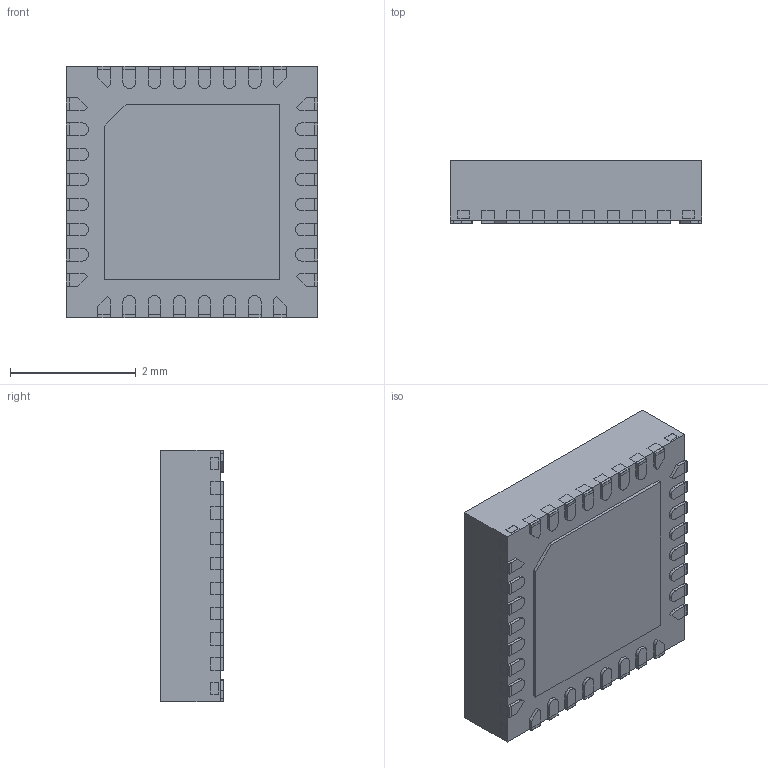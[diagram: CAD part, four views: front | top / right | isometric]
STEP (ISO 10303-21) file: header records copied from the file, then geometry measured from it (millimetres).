
FILE_DESCRIPTION (( 'STEP AP214' ), '1' );
FILE_NAME ('User Library-QFN32-0.4.STEP', '2022-04-14T01:37:14', ( '' ), ( '' ), 'SwSTEP 2.0', 'SolidWorks 2021', '' );
FILE_SCHEMA (( 'AUTOMOTIVE_DESIGN' ));
Length unit declared in the file: millimetre
Products named in the file (5): pin_label; body; pins; pins_small; User Library-QFN32-0.4
Assembly tree (42 placements, depth 2):
  User Library-QFN32-0.4
    body
    pins
    pins_small  x32
    pin_label  x8
Bounding box: 4.01 x 1 x 4.01 mm (x, y, z)
Volume: 15.7 mm3; surface area: 73.2 mm2
Topology: 74 solids, 74 shells, 462 faces, 939 edges, 626 vertices
Faces by surface type: plane 422, cylinder 40
Entity records: 6950 total; most frequent: DIRECTION 1121, CARTESIAN_POINT 1084, ORIENTED_EDGE 966, EDGE_CURVE 483, LINE 403, VECTOR 403, AXIS2_PLACEMENT_3D 359, VERTEX_POINT 322
